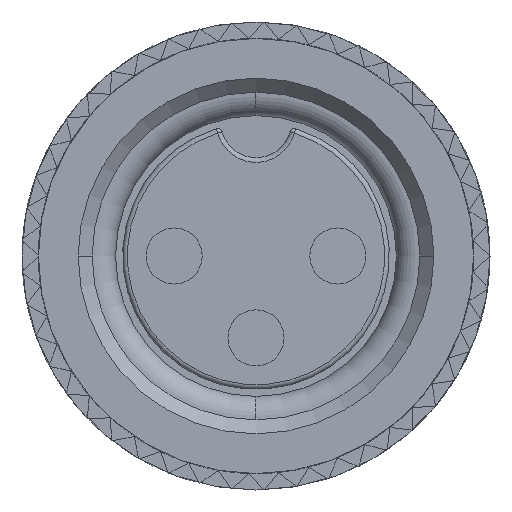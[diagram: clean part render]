
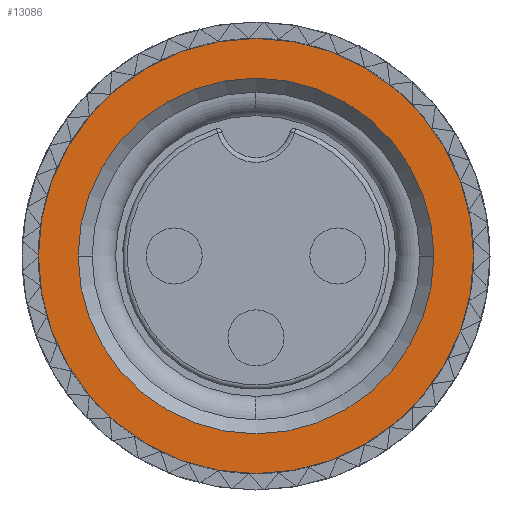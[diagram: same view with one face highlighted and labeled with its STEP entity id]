
A CAD part, left-side view. The second image highlights one B-rep face of the part: STEP entity #13086.
In plain terms, the highlighted planar face has unit normal (-1, 0, 0).
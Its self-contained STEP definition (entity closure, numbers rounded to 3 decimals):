
#2226=CARTESIAN_POINT('',(-0.4,0.,0.));
#2227=DIRECTION('',(-1.,0.,0.));
#2228=DIRECTION('',(0.,0.,1.));
#2229=AXIS2_PLACEMENT_3D('',#2226,#2227,#2228);
#2231=CARTESIAN_POINT('',(-0.4,0.,0.));
#2232=DIRECTION('',(-1.,0.,0.));
#2233=DIRECTION('',(0.,0.,-1.));
#2234=AXIS2_PLACEMENT_3D('',#2231,#2232,#2233);
#2236=CARTESIAN_POINT('',(-0.4,0.,0.));
#2237=DIRECTION('',(1.,0.,0.));
#2238=DIRECTION('',(0.,-1.,0.));
#2239=AXIS2_PLACEMENT_3D('',#2236,#2237,#2238);
#2246=CARTESIAN_POINT('',(-0.4,0.,0.));
#2247=DIRECTION('',(1.,0.,0.));
#2248=DIRECTION('',(0.,1.,0.));
#2249=AXIS2_PLACEMENT_3D('',#2246,#2247,#2248);
#6587=CARTESIAN_POINT('',(-0.4,0.,4.65));
#6588=CARTESIAN_POINT('',(-0.4,0.,-4.65));
#6589=VERTEX_POINT('',#6587);
#6590=VERTEX_POINT('',#6588);
#6599=CARTESIAN_POINT('',(-0.4,-3.8,0.));
#6600=CARTESIAN_POINT('',(-0.4,3.8,0.));
#6601=VERTEX_POINT('',#6599);
#6602=VERTEX_POINT('',#6600);
#13071=CARTESIAN_POINT('',(-0.4,0.,0.));
#13072=DIRECTION('',(-1.,0.,0.));
#13073=DIRECTION('',(0.,0.,-1.));
#13074=AXIS2_PLACEMENT_3D('',#13071,#13072,#13073);
#13075=PLANE('',#13074);
#13076=ORIENTED_EDGE('',*,*,#12699,.F.);
#13077=ORIENTED_EDGE('',*,*,#10210,.F.);
#13078=EDGE_LOOP('',(#13076,#13077));
#13079=FACE_OUTER_BOUND('',#13078,.F.);
#13081=ORIENTED_EDGE('',*,*,#13080,.F.);
#13083=ORIENTED_EDGE('',*,*,#13082,.F.);
#13084=EDGE_LOOP('',(#13081,#13083));
#13085=FACE_BOUND('',#13084,.F.);
#13086=ADVANCED_FACE('',(#13079,#13085),#13075,.T.);
#2230=CIRCLE('',#2229,4.65);
#2235=CIRCLE('',#2234,4.65);
#2240=CIRCLE('',#2239,3.8);
#2250=CIRCLE('',#2249,3.8);
#10210=EDGE_CURVE('',#6590,#6589,#2235,.T.);
#12699=EDGE_CURVE('',#6589,#6590,#2230,.T.);
#13080=EDGE_CURVE('',#6601,#6602,#2240,.T.);
#13082=EDGE_CURVE('',#6602,#6601,#2250,.T.);
